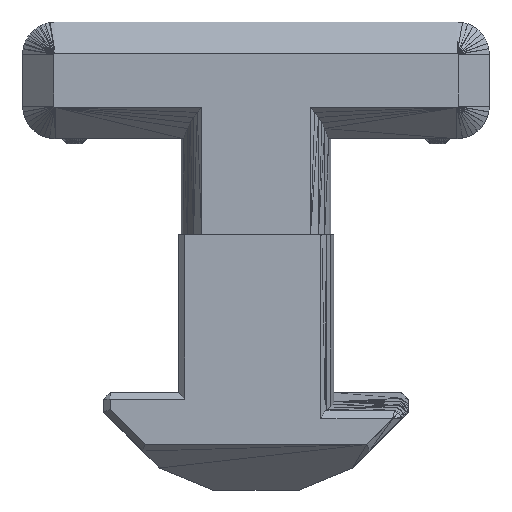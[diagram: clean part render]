
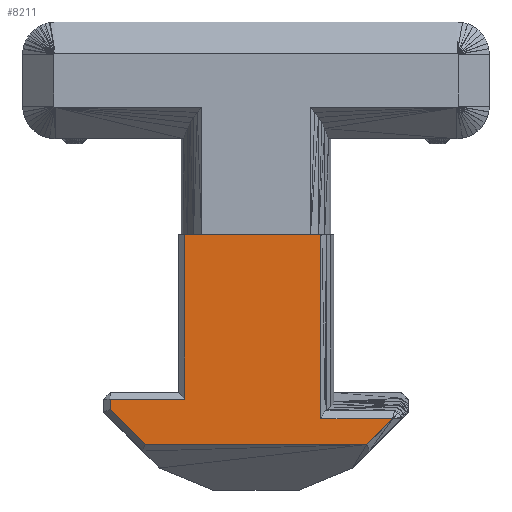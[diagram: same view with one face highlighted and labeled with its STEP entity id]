
A CAD part, top view. The second image highlights one B-rep face of the part: STEP entity #8211.
In plain terms, the highlighted planar face has unit normal (0, 0, 1).
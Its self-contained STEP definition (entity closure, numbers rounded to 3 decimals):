
#209=FACE_OUTER_BOUND('',#831,.T.);
#831=EDGE_LOOP('',(#5784,#5785,#5786,#5787,#5788,#5789,#5790,#5791,#5792));
#1272=LINE('',#11671,#2397);
#1559=LINE('',#12242,#2684);
#1566=LINE('',#12256,#2691);
#1568=LINE('',#12259,#2693);
#1569=LINE('',#12262,#2694);
#1572=LINE('',#12267,#2697);
#1574=LINE('',#12270,#2699);
#1580=LINE('',#12283,#2705);
#1586=LINE('',#12295,#2711);
#2397=VECTOR('',#9295,10.);
#2684=VECTOR('',#9920,10.);
#2691=VECTOR('',#9929,10.);
#2693=VECTOR('',#9933,10.);
#2694=VECTOR('',#9936,10.);
#2697=VECTOR('',#9941,10.);
#2699=VECTOR('',#9945,10.);
#2705=VECTOR('',#9963,10.);
#2711=VECTOR('',#9981,10.);
#3522=VERTEX_POINT('',#11669);
#3523=VERTEX_POINT('',#11670);
#3610=VERTEX_POINT('',#12061);
#3637=VERTEX_POINT('',#12239);
#3638=VERTEX_POINT('',#12241);
#3644=VERTEX_POINT('',#12255);
#3645=VERTEX_POINT('',#12261);
#3646=VERTEX_POINT('',#12265);
#3647=VERTEX_POINT('',#12281);
#4031=EDGE_CURVE('',#3522,#3523,#1272,.T.);
#4318=EDGE_CURVE('',#3637,#3638,#1559,.T.);
#4325=EDGE_CURVE('',#3644,#3637,#1566,.T.);
#4327=EDGE_CURVE('',#3610,#3644,#1568,.T.);
#4328=EDGE_CURVE('',#3645,#3610,#1569,.T.);
#4331=EDGE_CURVE('',#3645,#3646,#1572,.T.);
#4333=EDGE_CURVE('',#3646,#3522,#1574,.T.);
#4339=EDGE_CURVE('',#3647,#3523,#1580,.T.);
#4345=EDGE_CURVE('',#3647,#3638,#1586,.T.);
#5784=ORIENTED_EDGE('',*,*,#4345,.T.);
#5785=ORIENTED_EDGE('',*,*,#4318,.F.);
#5786=ORIENTED_EDGE('',*,*,#4325,.F.);
#5787=ORIENTED_EDGE('',*,*,#4327,.F.);
#5788=ORIENTED_EDGE('',*,*,#4328,.F.);
#5789=ORIENTED_EDGE('',*,*,#4331,.T.);
#5790=ORIENTED_EDGE('',*,*,#4333,.T.);
#5791=ORIENTED_EDGE('',*,*,#4031,.T.);
#5792=ORIENTED_EDGE('',*,*,#4339,.F.);
#7589=PLANE('',#8848);
#8211=ADVANCED_FACE('',(#209),#7589,.T.);
#8848=AXIS2_PLACEMENT_3D('',#12297,#9984,#9985);
#9295=DIRECTION('',(0.707,0.707,0.));
#9920=DIRECTION('',(1.,0.,0.));
#9929=DIRECTION('',(0.,1.,0.));
#9933=DIRECTION('',(1.,0.,0.));
#9936=DIRECTION('',(0.,1.,0.));
#9941=DIRECTION('',(0.707,-0.707,0.));
#9945=DIRECTION('',(1.,0.,0.));
#9963=DIRECTION('',(1.,0.,0.));
#9981=DIRECTION('',(0.,1.,0.));
#9984=DIRECTION('center_axis',(0.,0.,1.));
#9985=DIRECTION('ref_axis',(1.,0.,0.));
#11669=CARTESIAN_POINT('',(179.271,168.725,4.));
#11670=CARTESIAN_POINT('',(180.271,169.725,4.));
#11671=CARTESIAN_POINT('',(179.271,168.725,4.));
#12061=CARTESIAN_POINT('',(169.375,170.475,4.));
#12239=CARTESIAN_POINT('',(172.25,176.825,4.));
#12241=CARTESIAN_POINT('',(177.5,176.825,4.));
#12242=CARTESIAN_POINT('',(177.253,176.825,4.));
#12255=CARTESIAN_POINT('',(172.25,170.475,4.));
#12256=CARTESIAN_POINT('',(172.25,170.475,4.));
#12259=CARTESIAN_POINT('',(169.375,170.475,4.));
#12261=CARTESIAN_POINT('',(169.375,170.079,4.));
#12262=CARTESIAN_POINT('',(169.375,170.079,4.));
#12265=CARTESIAN_POINT('',(170.729,168.725,4.));
#12267=CARTESIAN_POINT('',(169.375,170.079,4.));
#12270=CARTESIAN_POINT('',(170.729,168.725,4.));
#12281=CARTESIAN_POINT('',(177.5,169.725,4.));
#12283=CARTESIAN_POINT('',(177.5,169.725,4.));
#12295=CARTESIAN_POINT('',(177.5,169.725,4.));
#12297=CARTESIAN_POINT('Origin',(177.1,178.825,4.));
